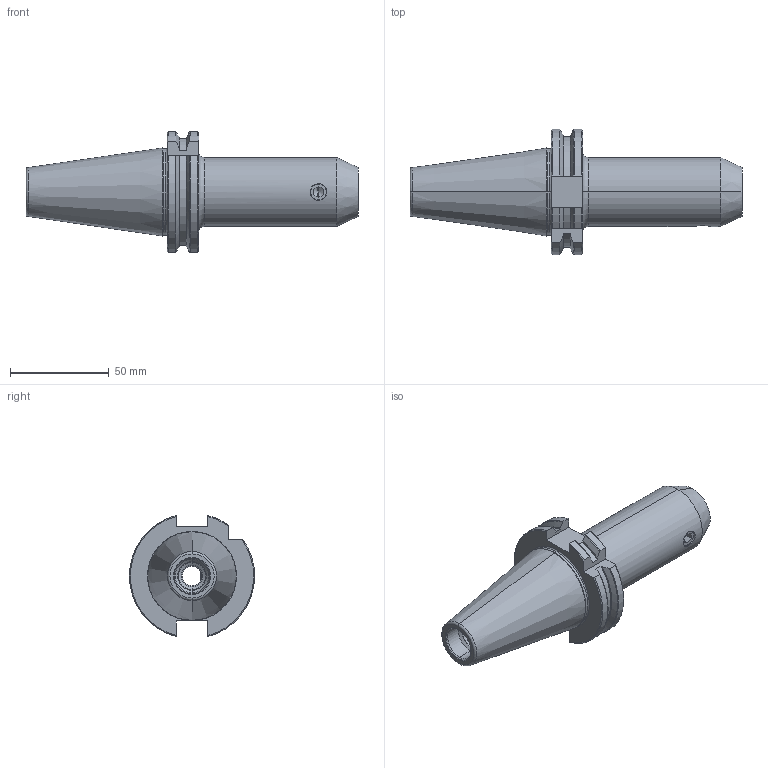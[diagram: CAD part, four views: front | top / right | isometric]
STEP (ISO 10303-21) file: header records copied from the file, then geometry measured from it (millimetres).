
FILE_DESCRIPTION (( 'STEP AP203' ), '1' );
FILE_NAME ('S.S40.0210.100.STEP', '2018-07-14T03:28:24', ( '' ), ( '' ), 'SwSTEP 2.0', 'SolidWorks 2013', '' );
FILE_SCHEMA (( 'CONFIG_CONTROL_DESIGN' ));
Length unit declared in the file: millimetre
Products named in the file (1): S.S40.0210.100
Bounding box: 168.4 x 63.54 x 61.48 mm (x, y, z)
Volume: 170402.4 mm3; surface area: 31781.5 mm2
Topology: 2 solids, 2 shells, 105 faces, 259 edges, 160 vertices
Faces by surface type: cone 32, plane 28, cylinder 27, torus 18
Entity records: 3343 total; most frequent: CARTESIAN_POINT 784, DIRECTION 535, ORIENTED_EDGE 510, EDGE_CURVE 255, AXIS2_PLACEMENT_3D 214, VERTEX_POINT 160, EDGE_LOOP 115, CIRCLE 108
